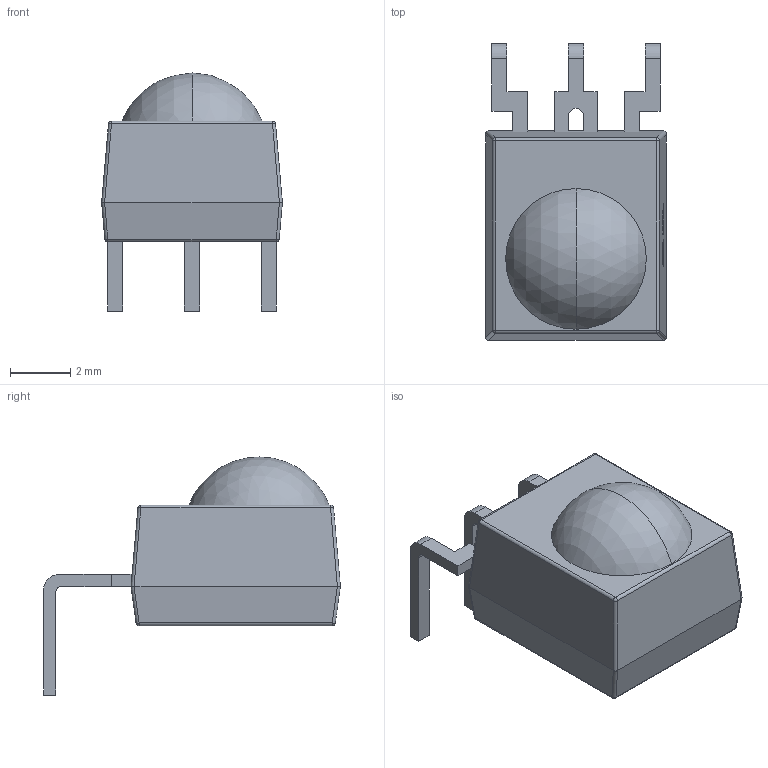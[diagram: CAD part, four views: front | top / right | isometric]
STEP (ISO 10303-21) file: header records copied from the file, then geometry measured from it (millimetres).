
FILE_DESCRIPTION (( 'STEP AP214' ), '1' );
FILE_NAME ('OPTO-TH_3P_IRM-3638N3F14.step', '2022-07-05T13:57:18', ( '' ), ( '' ), 'SwSTEP 2.0', 'SolidWorks 2020', '' );
FILE_SCHEMA (( 'AUTOMOTIVE_DESIGN' ));
Length unit declared in the file: millimetre
Products named in the file (1): OPTO-TH_3P_IRM-3638N3F14
Bounding box: 6 x 9.85 x 7.9 mm (x, y, z)
Volume: 176.2 mm3; surface area: 220.8 mm2
Topology: 1 solids, 1 shells, 330 faces, 887 edges, 581 vertices
Faces by surface type: plane 197, bspline 98, cylinder 25, sphere 10
Entity records: 14441 total; most frequent: CARTESIAN_POINT 3165, ORIENTED_EDGE 1774, DIRECTION 1195, EDGE_CURVE 887, LINE 637, VECTOR 637, VERTEX_POINT 581, EDGE_LOOP 354
